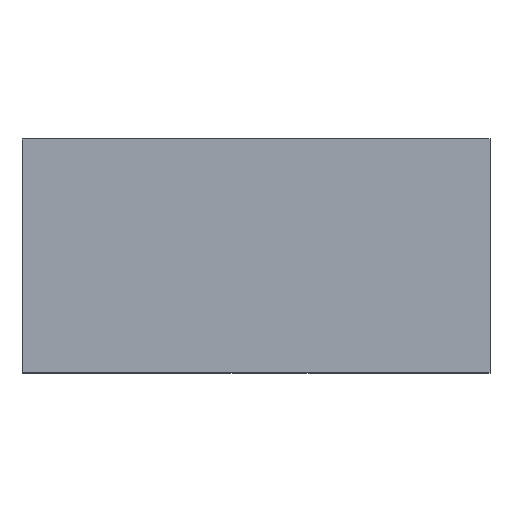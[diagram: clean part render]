
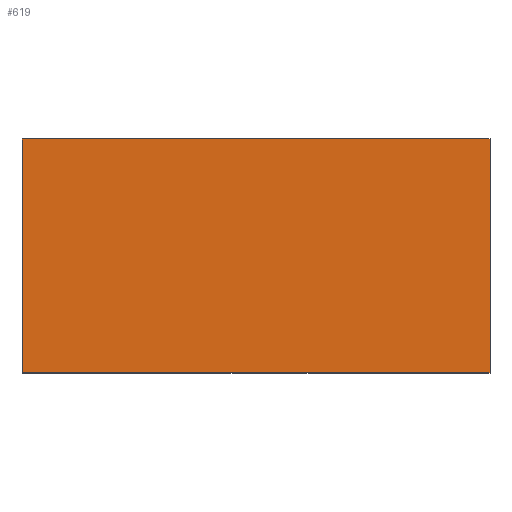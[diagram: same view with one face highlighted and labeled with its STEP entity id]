
A CAD part, front view. The second image highlights one B-rep face of the part: STEP entity #619.
In plain terms, the highlighted planar face has unit normal (0, -1, 0).
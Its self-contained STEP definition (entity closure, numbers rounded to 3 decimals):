
#556=CARTESIAN_POINT('',(0.0,0.0,0.0));
#557=VERTEX_POINT('',#556);
#564=CARTESIAN_POINT('',(0.0,0.,0.75));
#565=VERTEX_POINT('',#564);
#566=CARTESIAN_POINT('',(0.0,0.,0.75));
#567=DIRECTION('',(0.0,0.0,-1.0));
#568=VECTOR('',#567,0.75);
#569=LINE('',#566,#568);
#570=EDGE_CURVE('',#565,#557,#569,.T.);
#589=CARTESIAN_POINT('',(0.0,0.,0.75));
#590=DIRECTION('',(0.0,-1.0,0.0));
#591=DIRECTION('',(0.0,0.0,-1.0));
#592=AXIS2_PLACEMENT_3D('',#589,#590,#591);
#593=PLANE('',#592);
#594=CARTESIAN_POINT('',(1.5,0.0,0.));
#595=VERTEX_POINT('',#594);
#596=CARTESIAN_POINT('',(0.0,0.,0.));
#597=DIRECTION('',(1.0,0.0,0.0));
#598=VECTOR('',#597,1.5);
#599=LINE('',#596,#598);
#600=EDGE_CURVE('',#557,#595,#599,.T.);
#601=ORIENTED_EDGE('',*,*,#600,.T.);
#602=CARTESIAN_POINT('',(1.5,0.,0.75));
#603=VERTEX_POINT('',#602);
#604=CARTESIAN_POINT('',(1.5,0.,0.75));
#605=DIRECTION('',(0.0,0.0,-1.0));
#606=VECTOR('',#605,0.75);
#607=LINE('',#604,#606);
#608=EDGE_CURVE('',#603,#595,#607,.T.);
#609=ORIENTED_EDGE('',*,*,#608,.F.);
#610=CARTESIAN_POINT('',(1.5,0.,0.75));
#611=DIRECTION('',(-1.0,0.0,0.0));
#612=VECTOR('',#611,1.5);
#613=LINE('',#610,#612);
#614=EDGE_CURVE('',#603,#565,#613,.T.);
#615=ORIENTED_EDGE('',*,*,#614,.T.);
#616=ORIENTED_EDGE('',*,*,#570,.T.);
#617=EDGE_LOOP('',(#601,#609,#615,#616));
#618=FACE_OUTER_BOUND('',#617,.T.);
#619=ADVANCED_FACE('',(#618),#593,.T.);
